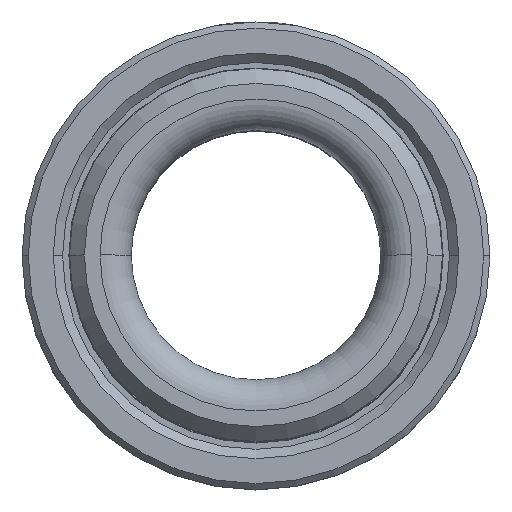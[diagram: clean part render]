
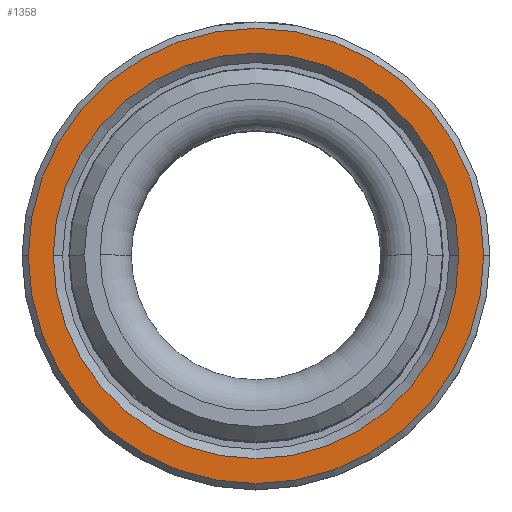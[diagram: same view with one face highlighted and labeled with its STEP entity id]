
A CAD part, top view. The second image highlights one B-rep face of the part: STEP entity #1358.
In plain terms, the highlighted planar face has unit normal (0, 0, 1).
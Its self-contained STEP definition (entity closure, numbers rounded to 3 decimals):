
#37 = PLANE ( 'NONE',  #228 ) ;
#76 = ORIENTED_EDGE ( 'NONE', *, *, #295, .T. ) ;
#86 = EDGE_LOOP ( 'NONE', ( #693, #571 ) ) ;
#136 = DIRECTION ( 'NONE',  ( 0., 0., 1. ) ) ;
#204 = CIRCLE ( 'NONE', #1224, 7.3 ) ;
#228 = AXIS2_PLACEMENT_3D ( 'NONE', #1195, #2009, #365 ) ;
#295 = EDGE_CURVE ( 'NONE', #747, #648, #2125, .T. ) ;
#324 = CARTESIAN_POINT ( 'NONE',  ( -7.3, 0., 3. ) ) ;
#335 = EDGE_LOOP ( 'NONE', ( #76, #1500 ) ) ;
#365 = DIRECTION ( 'NONE',  ( -1., 0., 0. ) ) ;
#379 = CARTESIAN_POINT ( 'NONE',  ( 7.3, 0., 3. ) ) ;
#451 = EDGE_CURVE ( 'NONE', #648, #747, #1540, .T. ) ;
#464 = FACE_BOUND ( 'NONE', #335, .T. ) ;
#571 = ORIENTED_EDGE ( 'NONE', *, *, #1997, .T. ) ;
#575 = CARTESIAN_POINT ( 'NONE',  ( 0., 0., 3. ) ) ;
#648 = VERTEX_POINT ( 'NONE', #956 ) ;
#693 = ORIENTED_EDGE ( 'NONE', *, *, #1493, .T. ) ;
#738 = DIRECTION ( 'NONE',  ( -1., 0., 0. ) ) ;
#747 = VERTEX_POINT ( 'NONE', #1183 ) ;
#763 = CARTESIAN_POINT ( 'NONE',  ( 0., 0., 3. ) ) ;
#775 = AXIS2_PLACEMENT_3D ( 'NONE', #1127, #136, #1284 ) ;
#937 = DIRECTION ( 'NONE',  ( -1., 0., 0. ) ) ;
#956 = CARTESIAN_POINT ( 'NONE',  ( -6.5, 0., 3. ) ) ;
#978 = DIRECTION ( 'NONE',  ( 0., 0., -1. ) ) ;
#1041 = AXIS2_PLACEMENT_3D ( 'NONE', #1955, #978, #2116 ) ;
#1127 = CARTESIAN_POINT ( 'NONE',  ( 0., 0., 3. ) ) ;
#1183 = CARTESIAN_POINT ( 'NONE',  ( 6.5, 0., 3. ) ) ;
#1195 = CARTESIAN_POINT ( 'NONE',  ( 6., 0., 3. ) ) ;
#1196 = VERTEX_POINT ( 'NONE', #379 ) ;
#1224 = AXIS2_PLACEMENT_3D ( 'NONE', #763, #1922, #937 ) ;
#1284 = DIRECTION ( 'NONE',  ( -1., 0., 0. ) ) ;
#1358 = ADVANCED_FACE ( 'NONE', ( #1792, #464 ), #37, .F. ) ;
#1493 = EDGE_CURVE ( 'NONE', #2096, #1196, #204, .T. ) ;
#1500 = ORIENTED_EDGE ( 'NONE', *, *, #451, .T. ) ;
#1540 = CIRCLE ( 'NONE', #1744, 6.5 ) ;
#1629 = CIRCLE ( 'NONE', #775, 7.3 ) ;
#1734 = DIRECTION ( 'NONE',  ( 0., 0., -1. ) ) ;
#1744 = AXIS2_PLACEMENT_3D ( 'NONE', #575, #1734, #738 ) ;
#1792 = FACE_OUTER_BOUND ( 'NONE', #86, .T. ) ;
#1922 = DIRECTION ( 'NONE',  ( 0., 0., 1. ) ) ;
#1955 = CARTESIAN_POINT ( 'NONE',  ( 0., 0., 3. ) ) ;
#1997 = EDGE_CURVE ( 'NONE', #1196, #2096, #1629, .T. ) ;
#2009 = DIRECTION ( 'NONE',  ( 0., 0., -1. ) ) ;
#2096 = VERTEX_POINT ( 'NONE', #324 ) ;
#2116 = DIRECTION ( 'NONE',  ( -1., 0., 0. ) ) ;
#2125 = CIRCLE ( 'NONE', #1041, 6.5 ) ;
